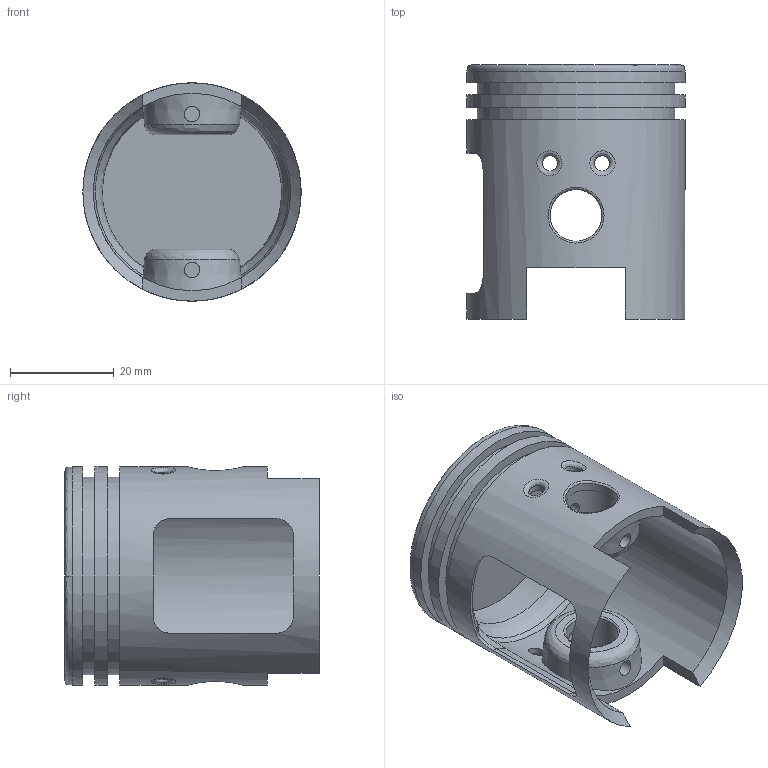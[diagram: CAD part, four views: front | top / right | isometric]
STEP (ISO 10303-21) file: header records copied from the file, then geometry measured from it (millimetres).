
FILE_DESCRIPTION(/* description */ (''),/* implementation_level */ '2;1');
FILE_NAME(/* name */ 'Piston Low Wrist Pin Tester v4.step',/* time_stamp */ '2022-05-14T11:59:49-04:00',/* author */ (''),/* organization */ (''),/* preprocessor_version */ 'ST-DEVELOPER v18.1',/* originating_system */ 'Autodesk Translation Framework v10.14.0.1471',/* authorisation */ '');
FILE_SCHEMA (('AUTOMOTIVE_DESIGN { 1 0 10303 214 3 1 1 }'));
Length unit declared in the file: millimetre
Products named in the file (1): Piston Low Wrist Pin Tester
Bounding box: 42 x 49 x 42 mm (x, y, z)
Volume: 16181.2 mm3; surface area: 14481.9 mm2
Topology: 1 solids, 1 shells, 71 faces, 204 edges, 139 vertices
Faces by surface type: bspline 27, plane 20, cylinder 18, cone 6
Full cylindrical faces by diameter (mm): 3 x8, 10 x4, 38 x3, 42 x3
Entity records: 5007 total; most frequent: CARTESIAN_POINT 3353, ORIENTED_EDGE 408, EDGE_CURVE 204, DIRECTION 199, VERTEX_POINT 139, B_SPLINE_CURVE_WITH_KNOTS 118, EDGE_LOOP 97, AXIS2_PLACEMENT_3D 73
